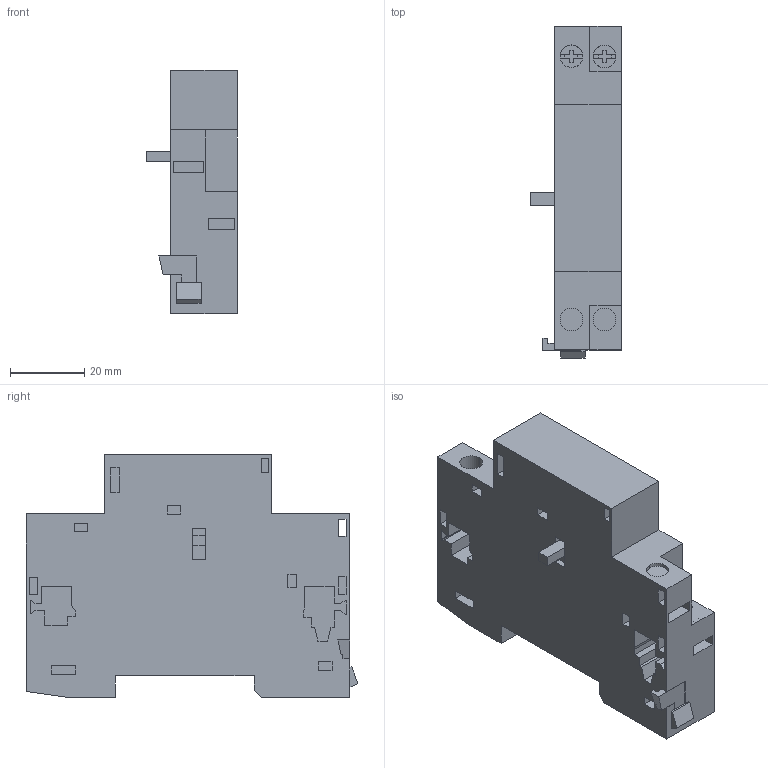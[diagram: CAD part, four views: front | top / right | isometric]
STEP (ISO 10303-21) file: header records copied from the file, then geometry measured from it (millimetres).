
FILE_DESCRIPTION(('STEP AP242'),'1');
FILE_NAME('gvas226.stp','2021-03-11T21:33:18',('TraceParts'),('TraceParts S.A.'),'Spatial InterOp 3D',' ',' ');
FILE_SCHEMA(('AP242_MANAGED_MODEL_BASED_3D_ENGINEERING_MIM_LF {1 0 10303 442 1 1 4}'));
Length unit declared in the file: millimetre
Products named in the file (1): gvas226_1
Bounding box: 24.45 x 89.19 x 65.4 mm (x, y, z)
Volume: 77525.3 mm3; surface area: 20706.4 mm2
Topology: 3 solids, 3 shells, 217 faces, 566 edges, 378 vertices
Faces by surface type: plane 193, cylinder 24
Entity records: 6609 total; most frequent: CARTESIAN_POINT 1164, ORIENTED_EDGE 1132, DIRECTION 1064, EDGE_CURVE 566, LINE 508, VECTOR 508, VERTEX_POINT 378, AXIS2_PLACEMENT_3D 278
